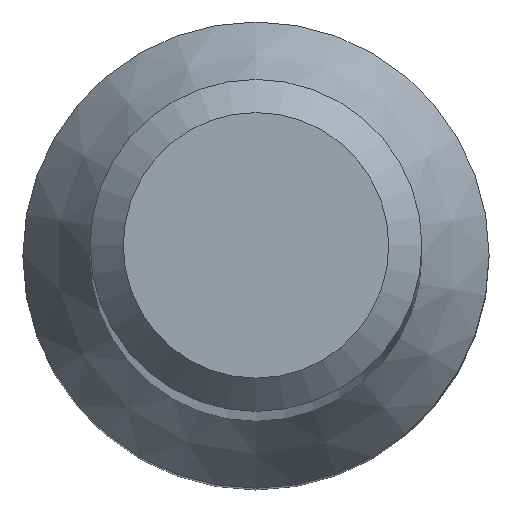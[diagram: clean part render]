
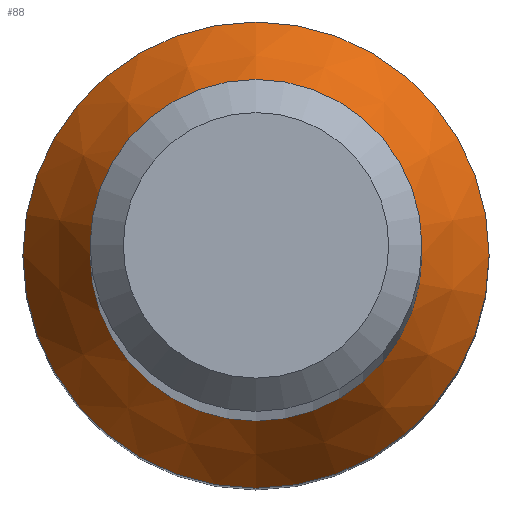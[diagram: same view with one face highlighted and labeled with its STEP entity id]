
A CAD part, top view. The second image highlights one B-rep face of the part: STEP entity #88.
In plain terms, the highlighted conical face has half-angle 30 degrees and reference radius 2.809 mm.
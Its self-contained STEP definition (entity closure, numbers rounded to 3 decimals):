
#2 = CARTESIAN_POINT ( 'NONE',  ( 0., 2., 13.992 ) ) ;
#5 = AXIS2_PLACEMENT_3D ( 'NONE', #204, #227, #73 ) ;
#14 = EDGE_LOOP ( 'NONE', ( #143 ) ) ;
#44 = CARTESIAN_POINT ( 'NONE',  ( 0., 2.809, 12.591 ) ) ;
#46 = EDGE_LOOP ( 'NONE', ( #232 ) ) ;
#58 = DIRECTION ( 'NONE',  ( 0., 1., 0. ) ) ;
#71 = DIRECTION ( 'NONE',  ( 0., 0., -1. ) ) ;
#73 = DIRECTION ( 'NONE',  ( 0., 1., 0. ) ) ;
#88 = ADVANCED_FACE ( 'NONE', ( #205, #154 ), #168, .T. ) ;
#96 = VERTEX_POINT ( 'NONE', #44 ) ;
#114 = EDGE_CURVE ( 'NONE', #96, #96, #184, .T. ) ;
#119 = EDGE_CURVE ( 'NONE', #208, #208, #226, .T. ) ;
#131 = CARTESIAN_POINT ( 'NONE',  ( 0., 0., 12.591 ) ) ;
#133 = DIRECTION ( 'NONE',  ( 0., 0., -1. ) ) ;
#135 = DIRECTION ( 'NONE',  ( 0., 1., 0. ) ) ;
#143 = ORIENTED_EDGE ( 'NONE', *, *, #119, .T. ) ;
#154 = FACE_OUTER_BOUND ( 'NONE', #46, .T. ) ;
#160 = AXIS2_PLACEMENT_3D ( 'NONE', #171, #133, #58 ) ;
#168 = CONICAL_SURFACE ( 'NONE', #192, 2.809, 0.524 ) ;
#171 = CARTESIAN_POINT ( 'NONE',  ( 0., 0., 13.992 ) ) ;
#184 = CIRCLE ( 'NONE', #5, 2.809 ) ;
#192 = AXIS2_PLACEMENT_3D ( 'NONE', #131, #71, #135 ) ;
#204 = CARTESIAN_POINT ( 'NONE',  ( 0., 0., 12.591 ) ) ;
#205 = FACE_BOUND ( 'NONE', #14, .T. ) ;
#208 = VERTEX_POINT ( 'NONE', #2 ) ;
#226 = CIRCLE ( 'NONE', #160, 2. ) ;
#227 = DIRECTION ( 'NONE',  ( 0., 0., -1. ) ) ;
#232 = ORIENTED_EDGE ( 'NONE', *, *, #114, .F. ) ;
